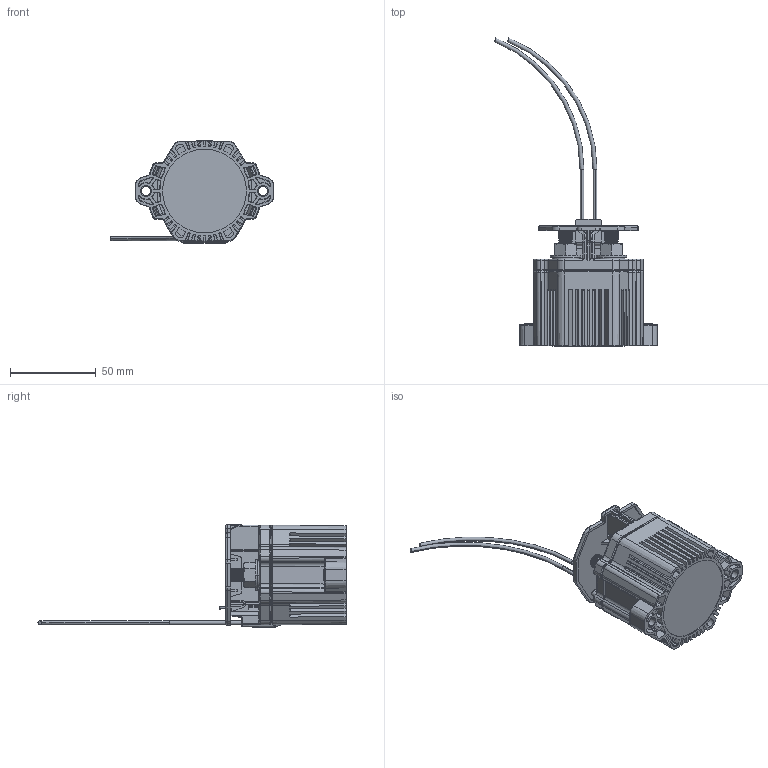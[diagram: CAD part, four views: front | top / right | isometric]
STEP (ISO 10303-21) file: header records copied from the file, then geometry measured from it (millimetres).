
FILE_DESCRIPTION (( 'STEP AP214' ), '1' );
FILE_NAME ('HX21_step_122115.STEP', '2015-12-21T19:25:15', ( 'Temp' ), ( '' ), 'SwSTEP 2.0', 'SolidWorks 2014', '' );
FILE_SCHEMA (( 'AUTOMOTIVE_DESIGN' ));
Length unit declared in the file: inch
Products named in the file (1): HX21_step_122115
Bounding box: 95.34 x 180.02 x 59.83 mm (x, y, z)
Volume: 62062 mm3; surface area: 72104.6 mm2
Topology: 13 solids, 13 shells, 2679 faces, 7076 edges, 4414 vertices
Faces by surface type: plane 1075, cylinder 999, torus 305, bspline 171, sphere 74, cone 55
Entity records: 128370 total; most frequent: CARTESIAN_POINT 29320, ORIENTED_EDGE 13992, DIRECTION 13029, EDGE_CURVE 6996, AXIS2_PLACEMENT_3D 4625, VERTEX_POINT 4414, VECTOR 3779, LINE 3779
